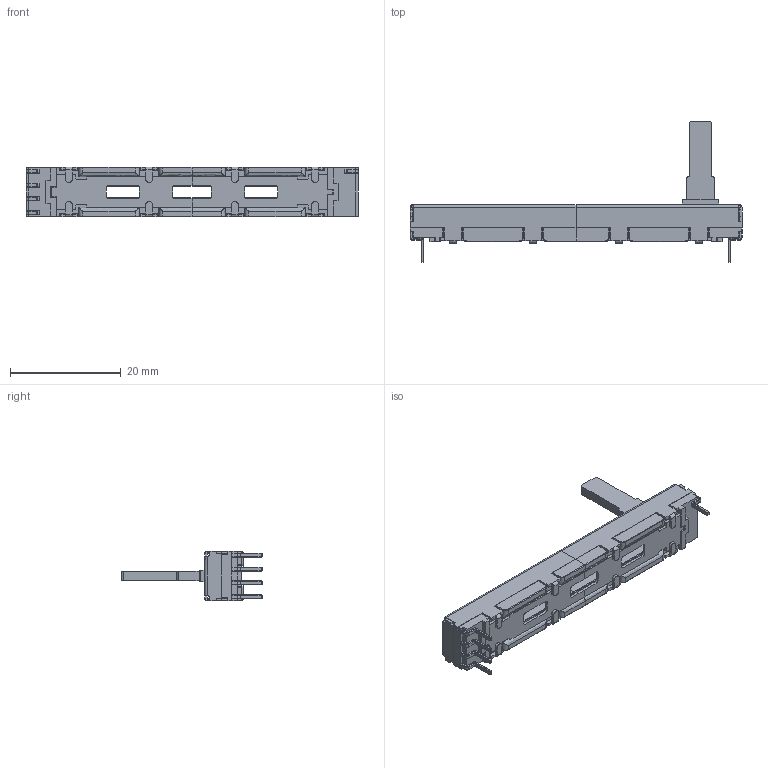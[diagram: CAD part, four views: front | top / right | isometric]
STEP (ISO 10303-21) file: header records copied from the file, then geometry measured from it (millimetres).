
FILE_DESCRIPTION(('FreeCAD Model'),'2;1');
FILE_NAME('Open CASCADE Shape Model','2021-09-27T00:07:47',('Author'),( ''),'Open CASCADE STEP processor 7.5','FreeCAD','Unknown');
FILE_SCHEMA(('AUTOMOTIVE_DESIGN { 1 0 10303 214 1 1 1 1 }'));
Length unit declared in the file: millimetre
Products named in the file (24): Compound024; Compound001; Compound002; Compound003; Compound004; Compound005; Compound006; Compound007; Compound008; Compound009; Compound010; Compound011; Compound012; Compound013; Compound014; Compound015; Compound016; Compound017; Compound018; Compound019; Compound020; Compound021; Compound022; Compound023
Assembly tree (23 placements, depth 2):
  Compound024
    Compound001
    Compound002
    Compound003
    Compound004
    Compound005
    Compound006
    Compound007
    Compound008
    Compound009
    Compound010
    Compound011
    Compound012
    Compound013
    Compound014
    Compound015
    Compound016
    Compound017
    Compound018
    Compound019
    Compound020
    Compound021
    Compound022
    Compound023
Bounding box: 60 x 25.45 x 9 mm (x, y, z)
Volume: 1396.7 mm3; surface area: 9500.7 mm2
Topology: 11 solids, 23 shells, 1371 faces, 3541 edges, 2192 vertices
Faces by surface type: bspline 882, revolution 479, plane 10
Entity records: 44403 total; most frequent: CARTESIAN_POINT 12189, ORIENTED_EDGE 6954, DIRECTION 5101, EDGE_CURVE 3525, LINE 3030, VECTOR 3030, VERTEX_POINT 2192, FACE_BOUND 1389
